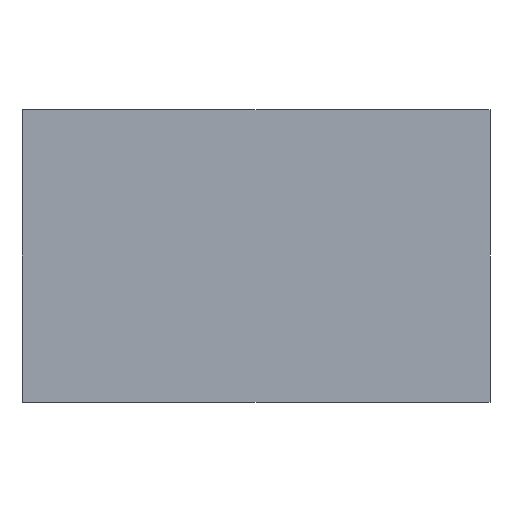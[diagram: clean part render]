
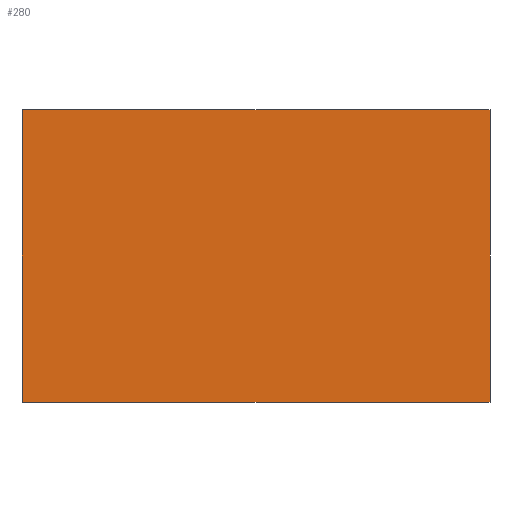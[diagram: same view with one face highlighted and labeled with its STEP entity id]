
A CAD part, front view. The second image highlights one B-rep face of the part: STEP entity #280.
In plain terms, the highlighted planar face has unit normal (0, -1, 0).
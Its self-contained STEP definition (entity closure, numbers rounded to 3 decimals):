
#40 = EDGE_CURVE ( 'NONE', #381, #566, #150, .T. ) ;
#41 = CARTESIAN_POINT ( 'NONE',  ( -200., 0., 125. ) ) ;
#54 = FACE_OUTER_BOUND ( 'NONE', #702, .T. ) ;
#94 = CARTESIAN_POINT ( 'NONE',  ( 200., 0., -125. ) ) ;
#131 = DIRECTION ( 'NONE',  ( 0., 0., -1. ) ) ;
#150 = LINE ( 'NONE', #300, #734 ) ;
#151 = ORIENTED_EDGE ( 'NONE', *, *, #698, .T. ) ;
#174 = VECTOR ( 'NONE', #523, 1000. ) ;
#203 = CARTESIAN_POINT ( 'NONE',  ( 200., 0., 125. ) ) ;
#233 = VERTEX_POINT ( 'NONE', #847 ) ;
#242 = LINE ( 'NONE', #608, #174 ) ;
#255 = DIRECTION ( 'NONE',  ( 0., 0., -1. ) ) ;
#264 = DIRECTION ( 'NONE',  ( 0., -1., 0. ) ) ;
#268 = LINE ( 'NONE', #466, #793 ) ;
#280 = ADVANCED_FACE ( 'NONE', ( #54 ), #692, .T. ) ;
#291 = VERTEX_POINT ( 'NONE', #203 ) ;
#300 = CARTESIAN_POINT ( 'NONE',  ( -200., 0., -125. ) ) ;
#315 = DIRECTION ( 'NONE',  ( 1., 0., 0. ) ) ;
#320 = VECTOR ( 'NONE', #661, 1000. ) ;
#381 = VERTEX_POINT ( 'NONE', #707 ) ;
#412 = AXIS2_PLACEMENT_3D ( 'NONE', #910, #264, #131 ) ;
#466 = CARTESIAN_POINT ( 'NONE',  ( 200., 0., 125. ) ) ;
#523 = DIRECTION ( 'NONE',  ( 0., 0., -1. ) ) ;
#566 = VERTEX_POINT ( 'NONE', #94 ) ;
#584 = EDGE_CURVE ( 'NONE', #233, #291, #791, .T. ) ;
#608 = CARTESIAN_POINT ( 'NONE',  ( -200., 0., 125. ) ) ;
#643 = ORIENTED_EDGE ( 'NONE', *, *, #787, .F. ) ;
#661 = DIRECTION ( 'NONE',  ( 1., 0., 0. ) ) ;
#692 = PLANE ( 'NONE',  #412 ) ;
#698 = EDGE_CURVE ( 'NONE', #233, #381, #242, .T. ) ;
#702 = EDGE_LOOP ( 'NONE', ( #151, #868, #643, #703 ) ) ;
#703 = ORIENTED_EDGE ( 'NONE', *, *, #584, .F. ) ;
#707 = CARTESIAN_POINT ( 'NONE',  ( -200., 0., -125. ) ) ;
#734 = VECTOR ( 'NONE', #315, 1000. ) ;
#787 = EDGE_CURVE ( 'NONE', #291, #566, #268, .T. ) ;
#791 = LINE ( 'NONE', #41, #320 ) ;
#793 = VECTOR ( 'NONE', #255, 1000. ) ;
#847 = CARTESIAN_POINT ( 'NONE',  ( -200., 0., 125. ) ) ;
#868 = ORIENTED_EDGE ( 'NONE', *, *, #40, .T. ) ;
#910 = CARTESIAN_POINT ( 'NONE',  ( 0., 0., 0. ) ) ;
